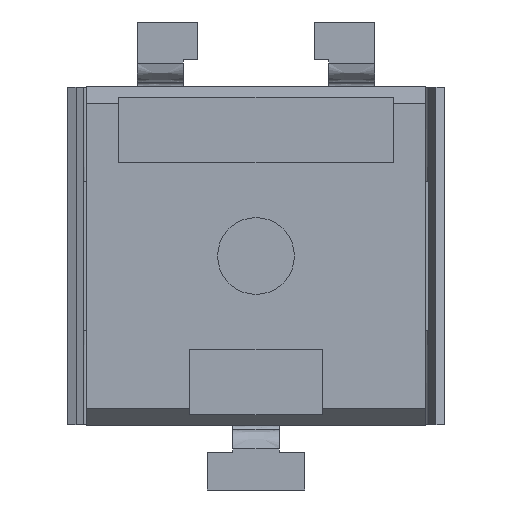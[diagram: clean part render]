
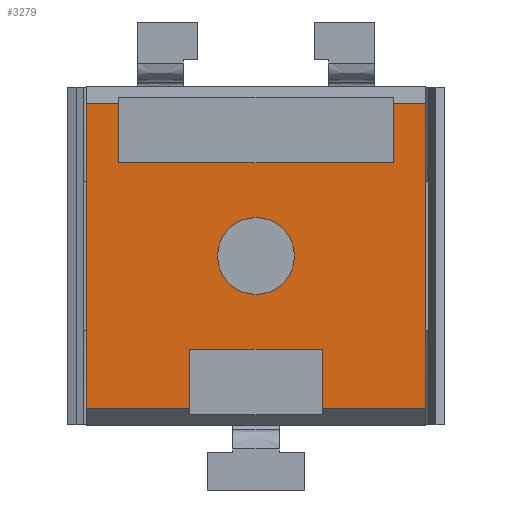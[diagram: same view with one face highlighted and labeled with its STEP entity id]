
A CAD part, front view. The second image highlights one B-rep face of the part: STEP entity #3279.
In plain terms, the highlighted free-form (B-spline) face has degree [1, 1] with [2, 2] control points.
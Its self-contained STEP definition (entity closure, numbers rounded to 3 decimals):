
#1837=EDGE_CURVE('',#5072,#5073,#5074,.T.);
#2223=EDGE_CURVE('',#5732,#5733,#5734,.T.);
#2251=EDGE_CURVE('',#5781,#5782,#5783,.T.);
#2395=EDGE_CURVE('',#5482,#6010,#6011,.T.);
#2575=EDGE_CURVE('',#5073,#6285,#6286,.T.);
#2707=EDGE_CURVE('',#6479,#6285,#6480,.T.);
#2773=EDGE_CURVE('',#5733,#5732,#6574,.T.);
#2983=EDGE_CURVE('',#5402,#6864,#6865,.T.);
#3279=ADVANCED_FACE('',(#7250,#7251),#7252,.F.);
#3767=EDGE_CURVE('',#5072,#5402,#7851,.T.);
#3817=EDGE_CURVE('',#6864,#5482,#7908,.T.);
#4111=EDGE_CURVE('',#5865,#6479,#8253,.T.);
#4365=EDGE_CURVE('',#5782,#6241,#8543,.T.);
#4605=EDGE_CURVE('',#5865,#6241,#8816,.T.);
#4607=EDGE_CURVE('',#5781,#6010,#8818,.T.);
#5072=VERTEX_POINT('',#9786);
#5073=VERTEX_POINT('',#9787);
#5074=LINE('',#9788,#9789);
#5402=VERTEX_POINT('',#10536);
#5482=VERTEX_POINT('',#10717);
#5732=VERTEX_POINT('',#11232);
#5733=VERTEX_POINT('',#11233);
#5734=CIRCLE('',#11234,0.508);
#5781=VERTEX_POINT('',#11328);
#5782=VERTEX_POINT('',#11329);
#5783=LINE('',#11330,#11331);
#5865=VERTEX_POINT('',#11523);
#6010=VERTEX_POINT('',#11924);
#6011=LINE('',#11925,#11926);
#6241=VERTEX_POINT('',#12528);
#6285=VERTEX_POINT('',#12609);
#6286=LINE('',#12610,#12611);
#6479=VERTEX_POINT('',#13059);
#6480=LINE('',#13060,#13061);
#6574=CIRCLE('',#13253,0.508);
#6864=VERTEX_POINT('',#14044);
#6865=LINE('',#14045,#14046);
#7250=FACE_OUTER_BOUND('',#15003,.T.);
#7251=FACE_BOUND('',#15004,.T.);
#7252=B_SPLINE_SURFACE_WITH_KNOTS('',1,1,((#15005,#15006),(#15007,#15008)),.UNSPECIFIED.,.F.,.F.,.F.,(2,2),(2,2),(-0.092,0.092),(-0.083,0.083),.UNSPECIFIED.);
#7851=LINE('',#16628,#16629);
#7908=LINE('',#16837,#16838);
#8253=LINE('',#17727,#17728);
#8543=LINE('',#18495,#18496);
#8816=LINE('',#19168,#19169);
#8818=LINE('',#19172,#19173);
#9786=CARTESIAN_POINT('',(0.0,0.0,-4.294));
#9787=CARTESIAN_POINT('',(1.372,0.0,-4.294));
#9788=CARTESIAN_POINT('',(0.0,0.0,-4.294));
#9789=VECTOR('',#19914,1.372);
#10536=CARTESIAN_POINT('',(0.0,0.0,-0.252));
#10717=CARTESIAN_POINT('',(0.432,0.0,-1.039));
#11232=CARTESIAN_POINT('',(1.74,0.0,-2.273));
#11233=CARTESIAN_POINT('',(2.756,0.0,-2.273));
#11234=AXIS2_PLACEMENT_3D('',#20374,#20375,#20376);
#11328=CARTESIAN_POINT('',(4.064,0.0,-0.252));
#11329=CARTESIAN_POINT('',(4.496,0.0,-0.252));
#11330=CARTESIAN_POINT('',(4.064,0.0,-0.252));
#11331=VECTOR('',#20406,0.432);
#11523=CARTESIAN_POINT('',(3.124,0.0,-4.294));
#11924=CARTESIAN_POINT('',(4.064,0.0,-1.039));
#11925=CARTESIAN_POINT('',(0.432,0.0,-1.039));
#11926=VECTOR('',#20642,3.632);
#12528=CARTESIAN_POINT('',(4.496,0.0,-4.294));
#12609=CARTESIAN_POINT('',(1.372,0.0,-3.508));
#12610=CARTESIAN_POINT('',(1.372,0.0,-4.294));
#12611=VECTOR('',#20864,0.786);
#13059=CARTESIAN_POINT('',(3.124,0.0,-3.508));
#13060=CARTESIAN_POINT('',(3.124,0.0,-3.508));
#13061=VECTOR('',#21016,1.753);
#13253=AXIS2_PLACEMENT_3D('',#21077,#21078,#21079);
#14044=CARTESIAN_POINT('',(0.432,0.0,-0.252));
#14045=CARTESIAN_POINT('',(0.0,0.0,-0.252));
#14046=VECTOR('',#21386,0.432);
#15003=EDGE_LOOP('',(#21795,#21796,#21797,#21798,#21799,#21800,#21801,#21802,#21803,#21804,#21805,#21806));
#15004=EDGE_LOOP('',(#21807,#21808));
#15005=CARTESIAN_POINT('',(-0.09,0.0,-0.172));
#15006=CARTESIAN_POINT('',(-0.09,0.0,-4.375));
#15007=CARTESIAN_POINT('',(4.586,0.0,-0.172));
#15008=CARTESIAN_POINT('',(4.586,0.0,-4.375));
#16628=CARTESIAN_POINT('',(0.0,0.0,-4.294));
#16629=VECTOR('',#22417,4.042);
#16837=CARTESIAN_POINT('',(0.432,0.0,-0.252));
#16838=VECTOR('',#22476,0.786);
#17727=CARTESIAN_POINT('',(3.124,0.0,-4.294));
#17728=VECTOR('',#22893,0.786);
#18495=CARTESIAN_POINT('',(4.496,0.0,-0.252));
#18496=VECTOR('',#23238,4.042);
#19168=CARTESIAN_POINT('',(3.124,0.0,-4.294));
#19169=VECTOR('',#23583,1.372);
#19172=CARTESIAN_POINT('',(4.064,0.0,-0.252));
#19173=VECTOR('',#23584,0.786);
#19914=DIRECTION('',(1.0,0.0,0.0));
#20374=CARTESIAN_POINT('',(2.248,0.0,-2.273));
#20375=DIRECTION('',(0.0,-1.0,0.0));
#20376=DIRECTION('',(-1.0,0.0,0.0));
#20406=DIRECTION('',(1.0,0.0,0.0));
#20642=DIRECTION('',(1.0,0.0,0.0));
#20864=DIRECTION('',(0.0,0.0,1.0));
#21016=DIRECTION('',(-1.0,0.0,0.0));
#21077=CARTESIAN_POINT('',(2.248,0.0,-2.273));
#21078=DIRECTION('',(0.0,-1.0,0.0));
#21079=DIRECTION('',(1.0,0.0,0.0));
#21386=DIRECTION('',(1.0,0.0,0.0));
#21795=ORIENTED_EDGE('',*,*,#2575,.T.);
#21796=ORIENTED_EDGE('',*,*,#2707,.F.);
#21797=ORIENTED_EDGE('',*,*,#4111,.F.);
#21798=ORIENTED_EDGE('',*,*,#4605,.T.);
#21799=ORIENTED_EDGE('',*,*,#4365,.F.);
#21800=ORIENTED_EDGE('',*,*,#2251,.F.);
#21801=ORIENTED_EDGE('',*,*,#4607,.T.);
#21802=ORIENTED_EDGE('',*,*,#2395,.F.);
#21803=ORIENTED_EDGE('',*,*,#3817,.F.);
#21804=ORIENTED_EDGE('',*,*,#2983,.F.);
#21805=ORIENTED_EDGE('',*,*,#3767,.F.);
#21806=ORIENTED_EDGE('',*,*,#1837,.T.);
#21807=ORIENTED_EDGE('',*,*,#2773,.F.);
#21808=ORIENTED_EDGE('',*,*,#2223,.F.);
#22417=DIRECTION('',(0.0,0.0,1.0));
#22476=DIRECTION('',(0.0,0.0,-1.0));
#22893=DIRECTION('',(0.0,0.0,1.0));
#23238=DIRECTION('',(0.0,0.0,-1.0));
#23583=DIRECTION('',(1.0,0.0,0.0));
#23584=DIRECTION('',(0.0,0.0,-1.0));
